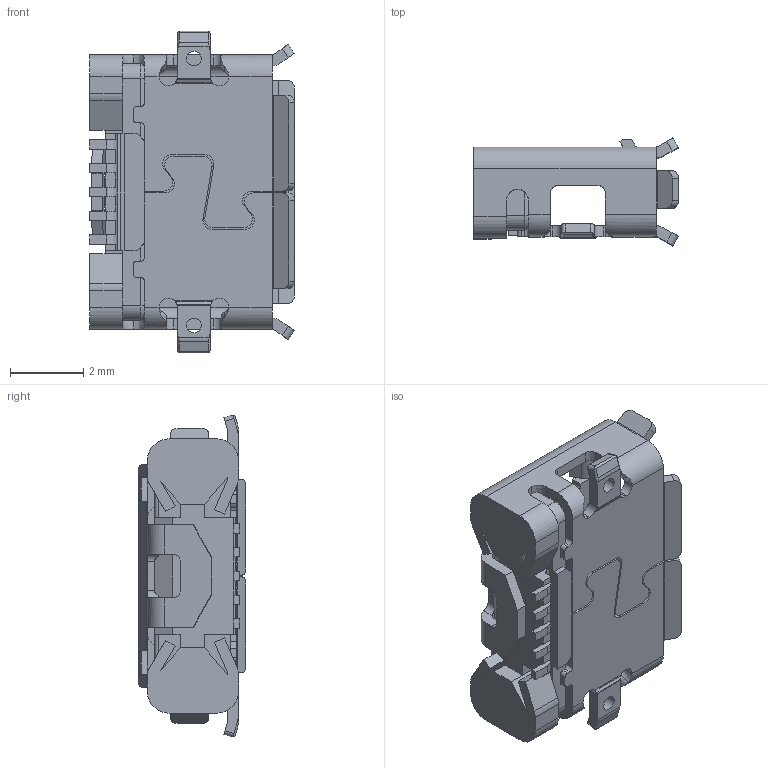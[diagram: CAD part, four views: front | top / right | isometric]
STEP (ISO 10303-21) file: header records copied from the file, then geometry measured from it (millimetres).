
FILE_DESCRIPTION(('OneSpaceDesigner STEP Export'),'2;1');
FILE_NAME('ZX62-AB-5PA.stp','2008-01-29T21:57:36',(''),(''),'OneSpace Designer STEP processor for AP214 (Solid Model)','OneSpace Modeling 15.00A 14-Mar-2007 (C) CoCreate Software GmbH','');
FILE_SCHEMA(('AUTOMOTIVE_DESIGN { 1 0 10303 214 1 1 1 1 }'));
Length unit declared in the file: millimetre
Products named in the file (2): ZX62-AB-5PA
Assembly tree (1 placements, depth 2):
  ZX62-AB-5PA
    ZX62-AB-5PA
Bounding box: 5.6 x 2.95 x 8.8 mm (x, y, z)
Volume: 41.1 mm3; surface area: 234.2 mm2
Topology: 1 solids, 1 shells, 444 faces, 1298 edges, 842 vertices
Faces by surface type: plane 268, cylinder 156, bspline 16, cone 4
Entity records: 19667 total; most frequent: CARTESIAN_POINT 4483, ORIENTED_EDGE 2596, DIRECTION 2295, EDGE_CURVE 1298, VECTOR 879, LINE 879, VERTEX_POINT 842, AXIS2_PLACEMENT_3D 708
